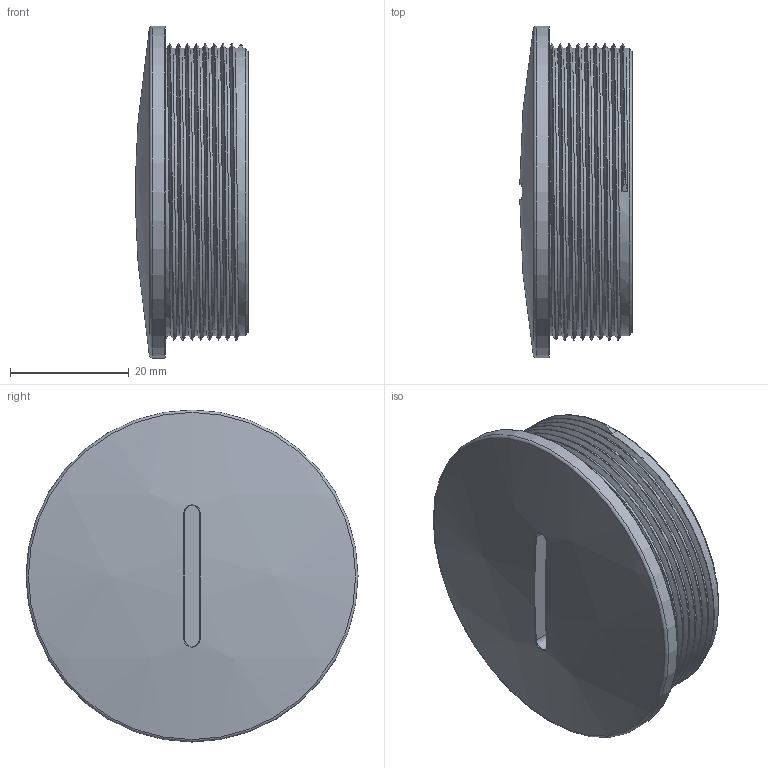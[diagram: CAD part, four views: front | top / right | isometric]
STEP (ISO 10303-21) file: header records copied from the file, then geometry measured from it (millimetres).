
FILE_DESCRIPTION(/* description */ ('Verschlussschraube M 50x1,5'),/* implementation_level */ '2;1');
FILE_NAME(/* name */ '13007550-RST.stp',/* time_stamp */ '2021-07-22T09:49:10+02:00',/* author */ ('sl'),/* organization */ (''),/* preprocessor_version */ 'ST-DEVELOPER v16.5',/* originating_system */ 'Autodesk Inventor 2017',/* authorisation */ '');
FILE_SCHEMA (('AUTOMOTIVE_DESIGN { 1 0 10303 214 3 1 1 }'));
Length unit declared in the file: millimetre
Products named in the file (1): 13007550
Bounding box: 18.96 x 56 x 56 mm (x, y, z)
Volume: 12945.9 mm3; surface area: 11212 mm2
Topology: 1 solids, 1 shells, 59 faces, 137 edges, 89 vertices
Faces by surface type: cylinder 24, plane 23, torus 5, bspline 4, cone 2, sphere 1
Full cylindrical faces by diameter (mm): 44.478 x1, 48.478 x8, 56 x1
Entity records: 3110 total; most frequent: CARTESIAN_POINT 1965, DIRECTION 243, ORIENTED_EDGE 208, AXIS2_PLACEMENT_3D 105, EDGE_CURVE 104, VERTEX_POINT 71, EDGE_LOOP 67, CIRCLE 52
